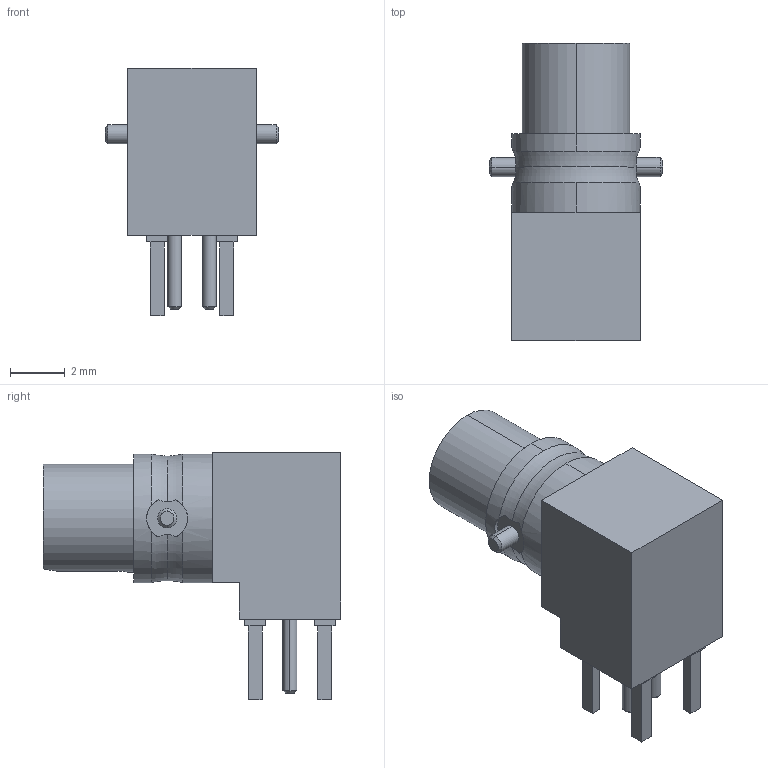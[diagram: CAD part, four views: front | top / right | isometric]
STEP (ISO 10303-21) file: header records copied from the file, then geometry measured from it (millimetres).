
FILE_DESCRIPTION (( 'STEP AP203' ), '1' );
FILE_NAME ('CJT-T-P-XX-RA-TH1.step', '2012-06-15T12:41:10', ( 'supertiger' ), ( 'SAMTEC' ), 'SwSTEP 2.0', 'SolidWorks 2010', '' );
FILE_SCHEMA (( 'CONFIG_CONTROL_DESIGN' ));
Length unit declared in the file: millimetre
Products named in the file (6): CJT-T-P-XX-RA-TH1; CJT-BDY-001-X_RA VERSION; CJT-T-P-X-RA-TH1-PIN; CJT-INS-002_RA BOTTOM INSUL; CJT-T-P-X-RA-TH1-SHL_RA SNOUT; CJT-INS-001
Assembly tree (6 placements, depth 2):
  CJT-T-P-XX-RA-TH1
    CJT-T-P-X-RA-TH1-SHL_RA SNOUT
    CJT-T-P-X-RA-TH1-PIN  x2
    CJT-INS-001
    CJT-INS-002_RA BOTTOM INSUL
    CJT-BDY-001-X_RA VERSION
Bounding box: 6.35 x 10.86 x 9.05 mm (x, y, z)
Volume: 168.4 mm3; surface area: 575 mm2
Topology: 6 solids, 6 shells, 603 faces, 1381 edges, 797 vertices
Faces by surface type: plane 248, cone 185, cylinder 158, torus 10, sphere 2
Entity records: 17331 total; most frequent: CARTESIAN_POINT 3887, ORIENTED_EDGE 2690, DIRECTION 2665, EDGE_CURVE 1345, AXIS2_PLACEMENT_3D 1093, VERTEX_POINT 779, EDGE_LOOP 612, ADVANCED_FACE 588
